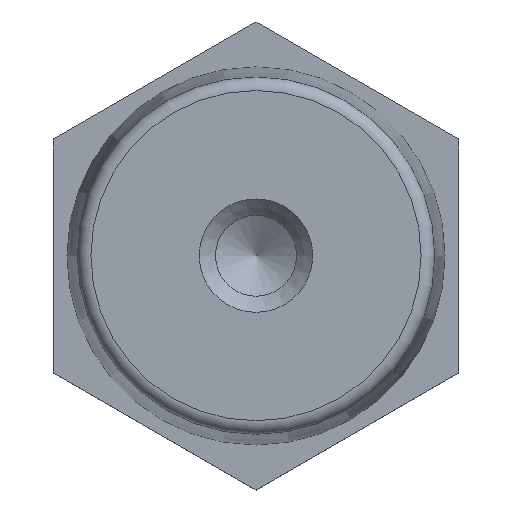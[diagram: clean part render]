
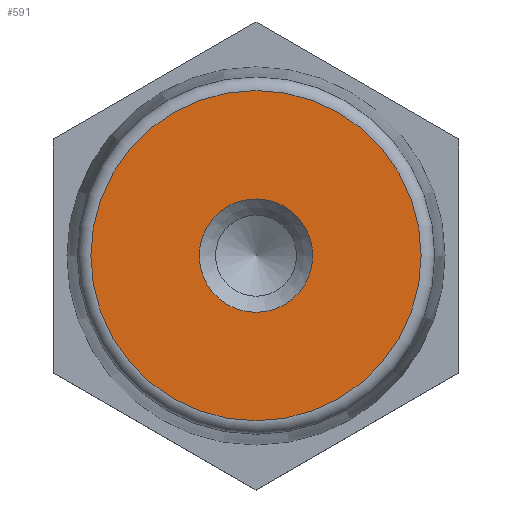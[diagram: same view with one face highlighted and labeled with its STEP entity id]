
A CAD part, top view. The second image highlights one B-rep face of the part: STEP entity #591.
In plain terms, the highlighted planar face has unit normal (0, 0, 1).
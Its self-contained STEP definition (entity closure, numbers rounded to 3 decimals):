
#21=FACE_BOUND('',#87,.T.);
#51=FACE_OUTER_BOUND('',#86,.T.);
#86=EDGE_LOOP('',(#467));
#87=EDGE_LOOP('',(#468));
#123=CIRCLE('',#662,12.228);
#124=CIRCLE('',#664,4.2);
#279=VERTEX_POINT('',#966);
#280=VERTEX_POINT('',#970);
#351=EDGE_CURVE('',#279,#279,#123,.T.);
#352=EDGE_CURVE('',#280,#280,#124,.T.);
#467=ORIENTED_EDGE('',*,*,#351,.F.);
#468=ORIENTED_EDGE('',*,*,#352,.F.);
#562=PLANE('',#663);
#591=ADVANCED_FACE('',(#51,#21),#562,.T.);
#662=AXIS2_PLACEMENT_3D('',#968,#791,#792);
#663=AXIS2_PLACEMENT_3D('',#969,#793,#794);
#664=AXIS2_PLACEMENT_3D('',#971,#795,#796);
#791=DIRECTION('center_axis',(0.,0.,-1.));
#792=DIRECTION('ref_axis',(-1.,0.,0.));
#793=DIRECTION('center_axis',(0.,0.,1.));
#794=DIRECTION('ref_axis',(1.,0.,0.));
#795=DIRECTION('center_axis',(0.,0.,1.));
#796=DIRECTION('ref_axis',(-1.,0.,0.));
#966=CARTESIAN_POINT('',(12.228,0.,18.));
#968=CARTESIAN_POINT('Origin',(0.,0.,18.));
#969=CARTESIAN_POINT('Origin',(0.,0.,18.));
#970=CARTESIAN_POINT('',(4.2,0.,18.));
#971=CARTESIAN_POINT('Origin',(0.,0.,18.));
